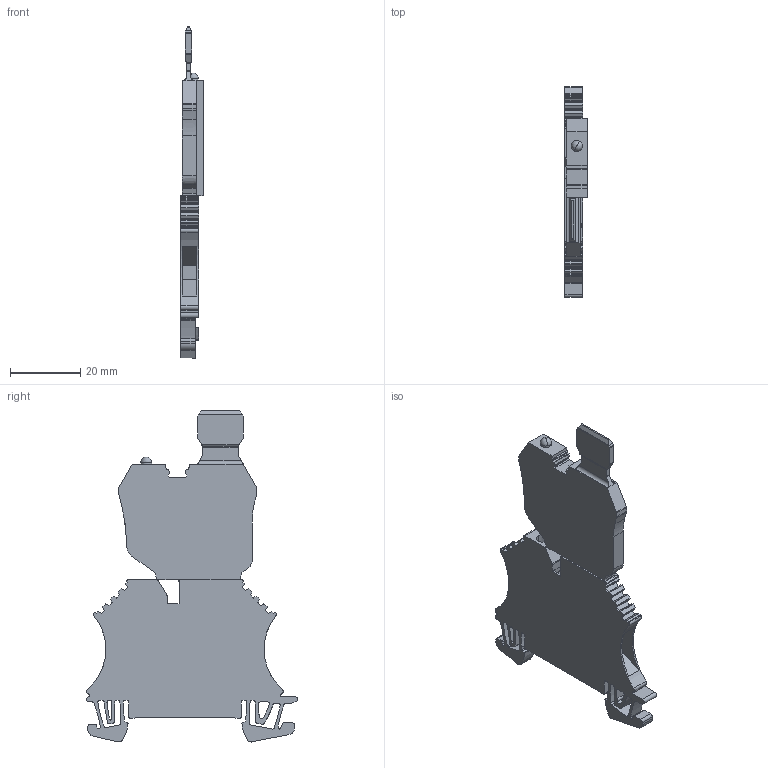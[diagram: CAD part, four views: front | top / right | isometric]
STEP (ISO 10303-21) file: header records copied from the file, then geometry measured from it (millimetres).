
FILE_DESCRIPTION(('CATIA V5 STEP Exchange','CAx-IF Rec.Pracs.--- Model Styling and Organization---1.4--- 2014-01-23'),'2;1');
FILE_NAME ('D1455646_0', '2020-02-27T12:43:32+00:00', ('none'), ('Weidmueller'), 'CATIA Version 5-6 Release 2016 SP3 HF44', 'CATIA V5 STEP AP214', 'none');
FILE_SCHEMA(('AUTOMOTIVE_DESIGN { 1 0 10303 214 1 1 1 1 }'));
Length unit declared in the file: millimetre
Products named in the file (1): 1763950000_WTR_2-5-SI_LD_36V
Bounding box: 6.42 x 60 x 94.51 mm (x, y, z)
Volume: 14321.7 mm3; surface area: 9734.6 mm2
Topology: 2 solids, 2 shells, 420 faces, 1317 edges, 898 vertices
Faces by surface type: plane 274, cylinder 124, extrusion 20, sphere 2
Entity records: 14393 total; most frequent: CARTESIAN_POINT 3239, ORIENTED_EDGE 2630, DIRECTION 1820, EDGE_CURVE 1315, VECTOR 929, LINE 909, VERTEX_POINT 898, AXIS2_PLACEMENT_3D 570
